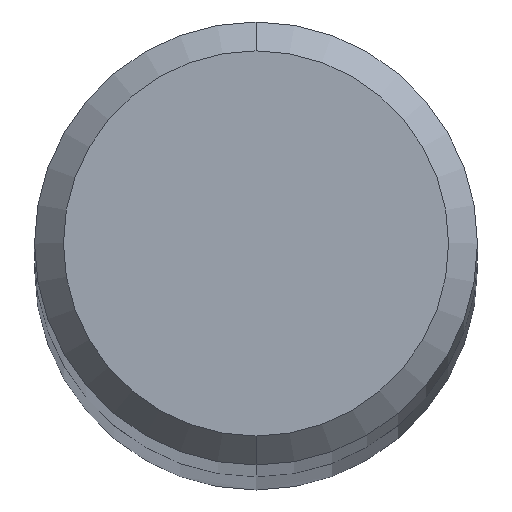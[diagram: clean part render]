
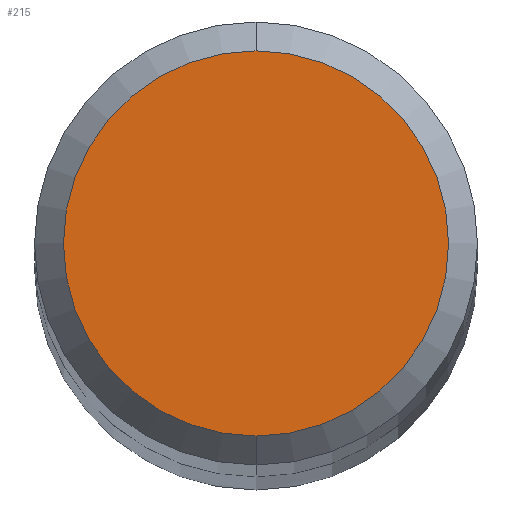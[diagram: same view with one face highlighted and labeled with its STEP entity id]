
A CAD part, top view. The second image highlights one B-rep face of the part: STEP entity #215.
In plain terms, the highlighted planar face has unit normal (0, 0, 1).
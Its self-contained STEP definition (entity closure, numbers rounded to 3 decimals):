
#215=ADVANCED_FACE('',(#478),#479,.T.);
#227=VERTEX_POINT('',#492);
#283=VERTEX_POINT('',#558);
#313=EDGE_CURVE('',#227,#283,#591,.T.);
#381=EDGE_CURVE('',#283,#227,#664,.T.);
#478=FACE_OUTER_BOUND('',#861,.T.);
#479=PLANE('',#862);
#492=CARTESIAN_POINT('',(0.,-2.0,68.0));
#558=CARTESIAN_POINT('',(0.0,2.0,68.0));
#591=CIRCLE('',#1049,2.0);
#664=CIRCLE('',#1236,2.0);
#861=EDGE_LOOP('',(#1345,#1346));
#862=AXIS2_PLACEMENT_3D('',#1347,#1348,#1349);
#1049=AXIS2_PLACEMENT_3D('',#1492,#1493,#1494);
#1236=AXIS2_PLACEMENT_3D('',#1563,#1564,#1565);
#1345=ORIENTED_EDGE('',*,*,#381,.F.);
#1346=ORIENTED_EDGE('',*,*,#313,.F.);
#1347=CARTESIAN_POINT('',(0.0,1.0,68.0));
#1348=DIRECTION('',(-0.0,0.0,1.0));
#1349=DIRECTION('',(0.0,-1.0,0.0));
#1492=CARTESIAN_POINT('',(0.0,0.0,68.0));
#1493=DIRECTION('',(0.0,0.0,-1.0));
#1494=DIRECTION('',(0.0,1.0,0.0));
#1563=CARTESIAN_POINT('',(0.0,0.0,68.0));
#1564=DIRECTION('',(0.0,0.0,-1.0));
#1565=DIRECTION('',(0.0,1.0,0.0));
